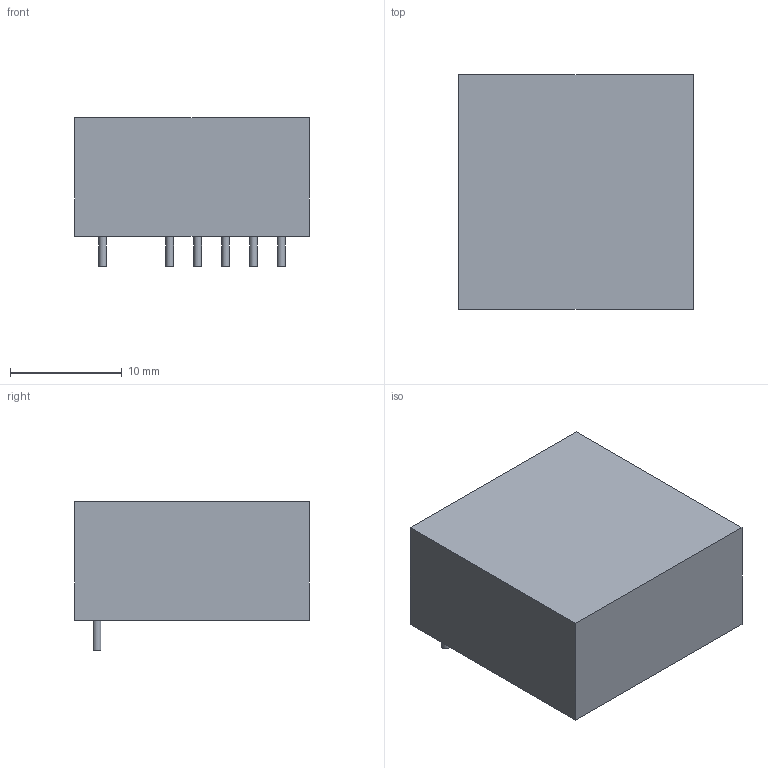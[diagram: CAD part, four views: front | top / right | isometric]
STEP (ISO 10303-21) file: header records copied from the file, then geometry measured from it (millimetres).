
FILE_DESCRIPTION(('Open CASCADE Model'),'2;1');
FILE_NAME('Open CASCADE Shape Model','2019-04-03T12:06:35',('Author'),( 'Open CASCADE'),'Open CASCADE STEP processor 6.8','Open CASCADE 6.8' ,'Unknown');
FILE_SCHEMA(('AUTOMOTIVE_DESIGN { 1 0 10303 214 1 1 1 1 }'));
Length unit declared in the file: millimetre
Products named in the file (6): PCB; Designator3; 874276096; Cylinder; 824652904; Extruded
Assembly tree (10 placements, depth 4):
  PCB
    Designator3
      874276096  x6
        Cylinder
      824652904
        Extruded
Bounding box: 21 x 21 x 13.3 mm (x, y, z)
Volume: 4681.5 mm3; surface area: 1816.6 mm2
Topology: 7 solids, 7 shells, 24 faces, 30 edges, 20 vertices
Faces by surface type: plane 18, cylinder 6
Full cylindrical faces by diameter (mm): 0.7 x6
Entity records: 616 total; most frequent: CARTESIAN_POINT 135, DIRECTION 83, LINE 39, VECTOR 39, ORIENTED_EDGE 30, PCURVE 30, DEFINITIONAL_REPRESENTATION 30, AXIS2_PLACEMENT_3D 22
